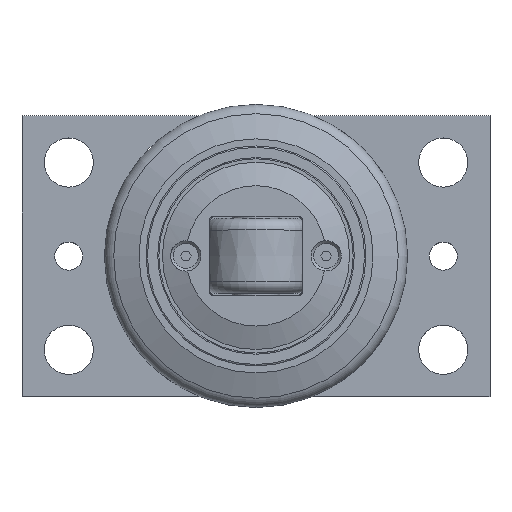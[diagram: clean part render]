
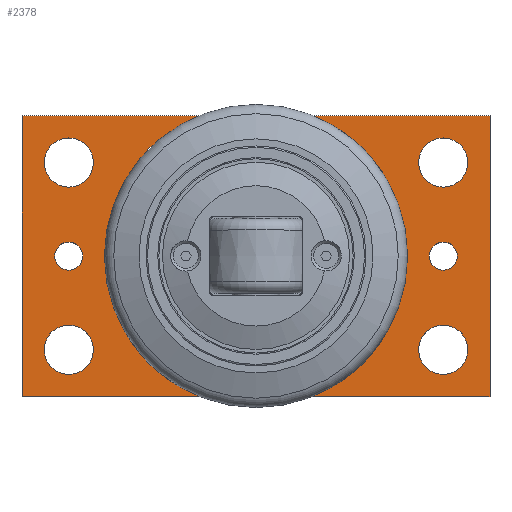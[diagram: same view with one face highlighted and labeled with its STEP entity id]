
A CAD part, top view. The second image highlights one B-rep face of the part: STEP entity #2378.
In plain terms, the highlighted planar face has unit normal (0, 0, 1).
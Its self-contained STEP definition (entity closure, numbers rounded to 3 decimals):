
#104=FACE_BOUND('',#485,.T.);
#105=FACE_BOUND('',#486,.T.);
#106=FACE_BOUND('',#487,.T.);
#107=FACE_BOUND('',#488,.T.);
#108=FACE_BOUND('',#489,.T.);
#109=FACE_BOUND('',#490,.T.);
#110=FACE_BOUND('',#491,.T.);
#111=FACE_BOUND('',#492,.T.);
#112=FACE_BOUND('',#493,.T.);
#113=FACE_BOUND('',#494,.T.);
#114=FACE_BOUND('',#495,.T.);
#175=PLANE('',#2707);
#313=FACE_OUTER_BOUND('',#484,.T.);
#484=EDGE_LOOP('',(#2186,#2187,#2188,#2189));
#485=EDGE_LOOP('',(#2190));
#486=EDGE_LOOP('',(#2191,#2192));
#487=EDGE_LOOP('',(#2193,#2194));
#488=EDGE_LOOP('',(#2195,#2196));
#489=EDGE_LOOP('',(#2197,#2198));
#490=EDGE_LOOP('',(#2199));
#491=EDGE_LOOP('',(#2200));
#492=EDGE_LOOP('',(#2201));
#493=EDGE_LOOP('',(#2202));
#494=EDGE_LOOP('',(#2203));
#495=EDGE_LOOP('',(#2204));
#604=LINE('',#4819,#724);
#608=LINE('',#4827,#728);
#611=LINE('',#4833,#731);
#614=LINE('',#4838,#734);
#724=VECTOR('',#3422,10.);
#728=VECTOR('',#3428,10.);
#731=VECTOR('',#3433,10.);
#734=VECTOR('',#3438,10.);
#898=CIRCLE('',#2664,20.5);
#900=CIRCLE('',#2668,4.188);
#901=CIRCLE('',#2669,4.188);
#903=CIRCLE('',#2672,4.188);
#904=CIRCLE('',#2673,4.188);
#906=CIRCLE('',#2676,4.188);
#907=CIRCLE('',#2677,4.188);
#909=CIRCLE('',#2680,4.188);
#910=CIRCLE('',#2681,4.188);
#912=CIRCLE('',#2684,5.25);
#914=CIRCLE('',#2687,5.25);
#916=CIRCLE('',#2690,5.25);
#918=CIRCLE('',#2693,5.25);
#920=CIRCLE('',#2696,3.);
#922=CIRCLE('',#2699,3.);
#1133=VERTEX_POINT('',#4742);
#1135=VERTEX_POINT('',#4749);
#1136=VERTEX_POINT('',#4750);
#1138=VERTEX_POINT('',#4757);
#1139=VERTEX_POINT('',#4758);
#1141=VERTEX_POINT('',#4765);
#1142=VERTEX_POINT('',#4766);
#1144=VERTEX_POINT('',#4773);
#1145=VERTEX_POINT('',#4774);
#1147=VERTEX_POINT('',#4781);
#1149=VERTEX_POINT('',#4787);
#1151=VERTEX_POINT('',#4793);
#1153=VERTEX_POINT('',#4799);
#1155=VERTEX_POINT('',#4805);
#1157=VERTEX_POINT('',#4811);
#1159=VERTEX_POINT('',#4817);
#1160=VERTEX_POINT('',#4818);
#1163=VERTEX_POINT('',#4826);
#1165=VERTEX_POINT('',#4832);
#1465=EDGE_CURVE('',#1133,#1133,#898,.T.);
#1467=EDGE_CURVE('',#1135,#1136,#900,.T.);
#1468=EDGE_CURVE('',#1136,#1135,#901,.T.);
#1471=EDGE_CURVE('',#1138,#1139,#903,.T.);
#1472=EDGE_CURVE('',#1139,#1138,#904,.T.);
#1475=EDGE_CURVE('',#1141,#1142,#906,.T.);
#1476=EDGE_CURVE('',#1142,#1141,#907,.T.);
#1479=EDGE_CURVE('',#1144,#1145,#909,.T.);
#1480=EDGE_CURVE('',#1145,#1144,#910,.T.);
#1483=EDGE_CURVE('',#1147,#1147,#912,.T.);
#1486=EDGE_CURVE('',#1149,#1149,#914,.T.);
#1489=EDGE_CURVE('',#1151,#1151,#916,.T.);
#1492=EDGE_CURVE('',#1153,#1153,#918,.T.);
#1495=EDGE_CURVE('',#1155,#1155,#920,.T.);
#1498=EDGE_CURVE('',#1157,#1157,#922,.T.);
#1501=EDGE_CURVE('',#1159,#1160,#604,.T.);
#1505=EDGE_CURVE('',#1160,#1163,#608,.T.);
#1508=EDGE_CURVE('',#1163,#1165,#611,.T.);
#1511=EDGE_CURVE('',#1165,#1159,#614,.T.);
#2186=ORIENTED_EDGE('',*,*,#1501,.F.);
#2187=ORIENTED_EDGE('',*,*,#1511,.F.);
#2188=ORIENTED_EDGE('',*,*,#1508,.F.);
#2189=ORIENTED_EDGE('',*,*,#1505,.F.);
#2190=ORIENTED_EDGE('',*,*,#1465,.T.);
#2191=ORIENTED_EDGE('',*,*,#1467,.T.);
#2192=ORIENTED_EDGE('',*,*,#1468,.T.);
#2193=ORIENTED_EDGE('',*,*,#1471,.T.);
#2194=ORIENTED_EDGE('',*,*,#1472,.T.);
#2195=ORIENTED_EDGE('',*,*,#1475,.T.);
#2196=ORIENTED_EDGE('',*,*,#1476,.T.);
#2197=ORIENTED_EDGE('',*,*,#1479,.T.);
#2198=ORIENTED_EDGE('',*,*,#1480,.T.);
#2199=ORIENTED_EDGE('',*,*,#1483,.T.);
#2200=ORIENTED_EDGE('',*,*,#1486,.T.);
#2201=ORIENTED_EDGE('',*,*,#1489,.T.);
#2202=ORIENTED_EDGE('',*,*,#1492,.T.);
#2203=ORIENTED_EDGE('',*,*,#1495,.T.);
#2204=ORIENTED_EDGE('',*,*,#1498,.T.);
#2378=ADVANCED_FACE('',(#313,#104,#105,#106,#107,#108,#109,#110,#111,#112,
#113,#114),#175,.T.);
#2664=AXIS2_PLACEMENT_3D('',#4744,#3336,#3337);
#2668=AXIS2_PLACEMENT_3D('',#4751,#3344,#3345);
#2669=AXIS2_PLACEMENT_3D('',#4752,#3346,#3347);
#2672=AXIS2_PLACEMENT_3D('',#4759,#3353,#3354);
#2673=AXIS2_PLACEMENT_3D('',#4760,#3355,#3356);
#2676=AXIS2_PLACEMENT_3D('',#4767,#3362,#3363);
#2677=AXIS2_PLACEMENT_3D('',#4768,#3364,#3365);
#2680=AXIS2_PLACEMENT_3D('',#4775,#3371,#3372);
#2681=AXIS2_PLACEMENT_3D('',#4776,#3373,#3374);
#2684=AXIS2_PLACEMENT_3D('',#4782,#3380,#3381);
#2687=AXIS2_PLACEMENT_3D('',#4788,#3387,#3388);
#2690=AXIS2_PLACEMENT_3D('',#4794,#3394,#3395);
#2693=AXIS2_PLACEMENT_3D('',#4800,#3401,#3402);
#2696=AXIS2_PLACEMENT_3D('',#4806,#3408,#3409);
#2699=AXIS2_PLACEMENT_3D('',#4812,#3415,#3416);
#2707=AXIS2_PLACEMENT_3D('',#4843,#3444,#3445);
#3336=DIRECTION('center_axis',(0.,0.,-1.));
#3337=DIRECTION('ref_axis',(-1.,0.,0.));
#3344=DIRECTION('center_axis',(0.,0.,-1.));
#3345=DIRECTION('ref_axis',(1.,0.,0.));
#3346=DIRECTION('center_axis',(0.,0.,-1.));
#3347=DIRECTION('ref_axis',(1.,0.,0.));
#3353=DIRECTION('center_axis',(0.,0.,-1.));
#3354=DIRECTION('ref_axis',(1.,0.,0.));
#3355=DIRECTION('center_axis',(0.,0.,-1.));
#3356=DIRECTION('ref_axis',(1.,0.,0.));
#3362=DIRECTION('center_axis',(0.,0.,-1.));
#3363=DIRECTION('ref_axis',(1.,0.,0.));
#3364=DIRECTION('center_axis',(0.,0.,-1.));
#3365=DIRECTION('ref_axis',(1.,0.,0.));
#3371=DIRECTION('center_axis',(0.,0.,-1.));
#3372=DIRECTION('ref_axis',(1.,0.,0.));
#3373=DIRECTION('center_axis',(0.,0.,-1.));
#3374=DIRECTION('ref_axis',(1.,0.,0.));
#3380=DIRECTION('center_axis',(0.,0.,-1.));
#3381=DIRECTION('ref_axis',(-1.,0.,0.));
#3387=DIRECTION('center_axis',(0.,0.,-1.));
#3388=DIRECTION('ref_axis',(-1.,0.,0.));
#3394=DIRECTION('center_axis',(0.,0.,-1.));
#3395=DIRECTION('ref_axis',(-1.,0.,0.));
#3401=DIRECTION('center_axis',(0.,0.,-1.));
#3402=DIRECTION('ref_axis',(-1.,0.,0.));
#3408=DIRECTION('center_axis',(0.,0.,-1.));
#3409=DIRECTION('ref_axis',(-1.,0.,0.));
#3415=DIRECTION('center_axis',(0.,0.,-1.));
#3416=DIRECTION('ref_axis',(-1.,0.,0.));
#3422=DIRECTION('',(0.,1.,0.));
#3428=DIRECTION('',(1.,0.,0.));
#3433=DIRECTION('',(0.,-1.,0.));
#3438=DIRECTION('',(-1.,0.,0.));
#3444=DIRECTION('center_axis',(0.,0.,1.));
#3445=DIRECTION('ref_axis',(1.,0.,0.));
#4742=CARTESIAN_POINT('',(70.5,30.,10.));
#4744=CARTESIAN_POINT('Origin',(50.,30.,10.));
#4749=CARTESIAN_POINT('',(34.188,10.,10.));
#4750=CARTESIAN_POINT('',(25.812,10.,10.));
#4751=CARTESIAN_POINT('Origin',(30.,10.,10.));
#4752=CARTESIAN_POINT('Origin',(30.,10.,10.));
#4757=CARTESIAN_POINT('',(74.188,10.,10.));
#4758=CARTESIAN_POINT('',(65.812,10.,10.));
#4759=CARTESIAN_POINT('Origin',(70.,10.,10.));
#4760=CARTESIAN_POINT('Origin',(70.,10.,10.));
#4765=CARTESIAN_POINT('',(74.188,50.,10.));
#4766=CARTESIAN_POINT('',(65.812,50.,10.));
#4767=CARTESIAN_POINT('Origin',(70.,50.,10.));
#4768=CARTESIAN_POINT('Origin',(70.,50.,10.));
#4773=CARTESIAN_POINT('',(34.188,50.,10.));
#4774=CARTESIAN_POINT('',(25.812,50.,10.));
#4775=CARTESIAN_POINT('Origin',(30.,50.,10.));
#4776=CARTESIAN_POINT('Origin',(30.,50.,10.));
#4781=CARTESIAN_POINT('',(95.25,50.,10.));
#4782=CARTESIAN_POINT('Origin',(90.,50.,10.));
#4787=CARTESIAN_POINT('',(15.25,10.,10.));
#4788=CARTESIAN_POINT('Origin',(10.,10.,10.));
#4793=CARTESIAN_POINT('',(15.25,50.,10.));
#4794=CARTESIAN_POINT('Origin',(10.,50.,10.));
#4799=CARTESIAN_POINT('',(95.25,10.,10.));
#4800=CARTESIAN_POINT('Origin',(90.,10.,10.));
#4805=CARTESIAN_POINT('',(93.,30.,10.));
#4806=CARTESIAN_POINT('Origin',(90.,30.,10.));
#4811=CARTESIAN_POINT('',(13.,30.,10.));
#4812=CARTESIAN_POINT('Origin',(10.,30.,10.));
#4817=CARTESIAN_POINT('',(0.,0.,10.));
#4818=CARTESIAN_POINT('',(0.,60.,10.));
#4819=CARTESIAN_POINT('',(0.,60.,10.));
#4826=CARTESIAN_POINT('',(100.,60.,10.));
#4827=CARTESIAN_POINT('',(100.,60.,10.));
#4832=CARTESIAN_POINT('',(100.,0.,10.));
#4833=CARTESIAN_POINT('',(100.,0.,10.));
#4838=CARTESIAN_POINT('',(0.,0.,10.));
#4843=CARTESIAN_POINT('Origin',(50.,30.,10.));
